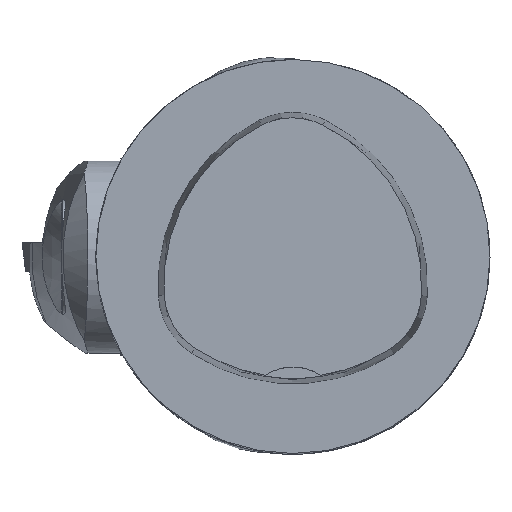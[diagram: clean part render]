
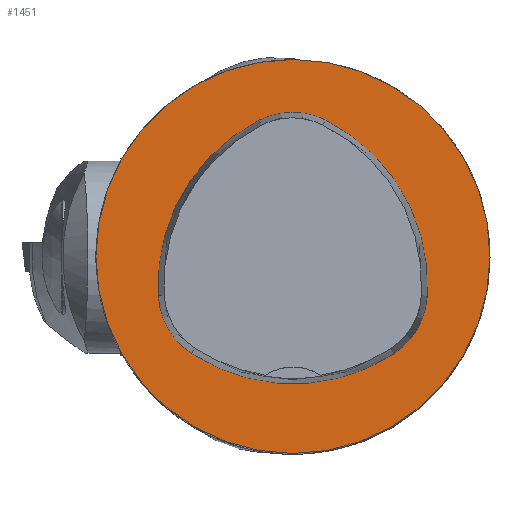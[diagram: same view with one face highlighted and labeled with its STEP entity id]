
A CAD part, top view. The second image highlights one B-rep face of the part: STEP entity #1451.
In plain terms, the highlighted planar face has unit normal (0, 0, 1).
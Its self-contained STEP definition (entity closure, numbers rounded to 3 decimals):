
#1063=PLANE('',#8502);
#1451=ADVANCED_FACE('',(#1944,#1945),#1063,.T.);
#1944=FACE_BOUND('',#2362,.T.);
#1945=FACE_BOUND('',#2363,.T.);
#2362=EDGE_LOOP('',(#5543,#5544,#5545,#5546,#5547,#5548));
#2363=EDGE_LOOP('',(#5549));
#5543=ORIENTED_EDGE('',*,*,#7604,.T.);
#5544=ORIENTED_EDGE('',*,*,#7584,.T.);
#5545=ORIENTED_EDGE('',*,*,#7588,.T.);
#5546=ORIENTED_EDGE('',*,*,#7591,.T.);
#5547=ORIENTED_EDGE('',*,*,#7594,.T.);
#5548=ORIENTED_EDGE('',*,*,#7602,.T.);
#5549=ORIENTED_EDGE('',*,*,#6691,.F.);
#5932=VERTEX_POINT('',#10895);
#6532=VERTEX_POINT('',#13552);
#6533=VERTEX_POINT('',#13553);
#6536=VERTEX_POINT('',#13561);
#6538=VERTEX_POINT('',#13567);
#6540=VERTEX_POINT('',#13573);
#6547=VERTEX_POINT('',#13594);
#6691=EDGE_CURVE('',#5932,#5932,#7775,.T.);
#7584=EDGE_CURVE('',#6532,#6533,#7921,.T.);
#7588=EDGE_CURVE('',#6533,#6536,#7923,.T.);
#7591=EDGE_CURVE('',#6536,#6538,#7925,.T.);
#7594=EDGE_CURVE('',#6538,#6540,#7927,.T.);
#7602=EDGE_CURVE('',#6540,#6547,#7931,.T.);
#7604=EDGE_CURVE('',#6547,#6532,#7933,.T.);
#7775=CIRCLE('',#7999,16.);
#7921=CIRCLE('',#8479,15.);
#7923=CIRCLE('',#8482,6.);
#7925=CIRCLE('',#8485,15.);
#7927=CIRCLE('',#8488,6.);
#7931=CIRCLE('',#8493,15.);
#7933=CIRCLE('',#8496,6.);
#7999=AXIS2_PLACEMENT_3D('',#10894,#8701,#8702);
#8479=AXIS2_PLACEMENT_3D('',#13551,#10138,#10139);
#8482=AXIS2_PLACEMENT_3D('',#13560,#10146,#10147);
#8485=AXIS2_PLACEMENT_3D('',#13566,#10153,#10154);
#8488=AXIS2_PLACEMENT_3D('',#13572,#10160,#10161);
#8493=AXIS2_PLACEMENT_3D('',#13595,#10172,#10173);
#8496=AXIS2_PLACEMENT_3D('',#13598,#10178,#10179);
#8502=AXIS2_PLACEMENT_3D('',#13604,#10190,#10191);
#8701=DIRECTION('',(0.,0.,-1.));
#8702=DIRECTION('',(-1.,0.,0.));
#10138=DIRECTION('',(0.,0.,-1.));
#10139=DIRECTION('',(-1.,0.,0.));
#10146=DIRECTION('',(0.,0.,-1.));
#10147=DIRECTION('',(-1.,0.,0.));
#10153=DIRECTION('',(0.,0.,-1.));
#10154=DIRECTION('',(-1.,0.,0.));
#10160=DIRECTION('',(0.,0.,-1.));
#10161=DIRECTION('',(-1.,0.,0.));
#10172=DIRECTION('',(0.,0.,-1.));
#10173=DIRECTION('',(-1.,0.,0.));
#10178=DIRECTION('',(0.,0.,-1.));
#10179=DIRECTION('',(-1.,0.,0.));
#10190=DIRECTION('',(0.,0.,1.));
#10191=DIRECTION('',(1.,0.,0.));
#10894=CARTESIAN_POINT('',(0.,0.,0.));
#10895=CARTESIAN_POINT('',(-16.,0.,0.));
#13551=CARTESIAN_POINT('',(4.048,-2.316,0.));
#13552=CARTESIAN_POINT('',(-10.926,-3.206,0.));
#13553=CARTESIAN_POINT('',(-2.774,11.043,0.));
#13560=CARTESIAN_POINT('',(-0.045,5.7,0.));
#13561=CARTESIAN_POINT('',(2.638,11.066,0.));
#13566=CARTESIAN_POINT('',(-4.07,-2.35,0.));
#13567=CARTESIAN_POINT('',(10.903,-3.249,0.));
#13572=CARTESIAN_POINT('',(4.914,-2.889,0.));
#13573=CARTESIAN_POINT('',(8.177,-7.924,0.));
#13594=CARTESIAN_POINT('',(-8.24,-7.859,0.));
#13595=CARTESIAN_POINT('',(0.019,4.663,0.));
#13598=CARTESIAN_POINT('',(-4.936,-2.85,0.));
#13604=CARTESIAN_POINT('',(0.,0.,0.));
